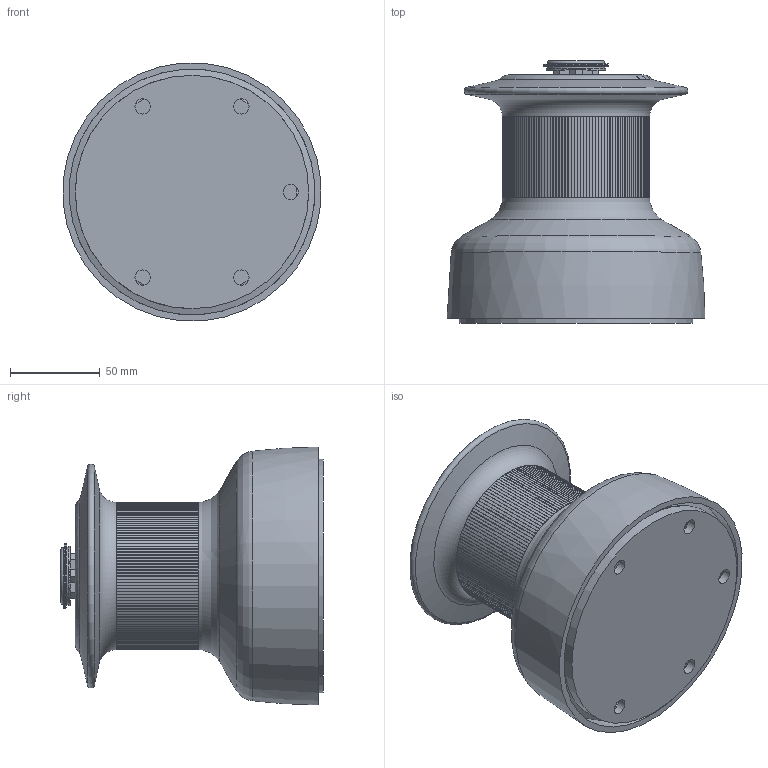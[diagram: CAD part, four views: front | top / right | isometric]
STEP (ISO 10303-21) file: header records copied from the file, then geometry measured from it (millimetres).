
FILE_DESCRIPTION(/* description */ (''),/* implementation_level */ '2;1');
FILE_NAME(/* name */ 'W42.stp',/* time_stamp */ '2021-10-07T16:24:10+02:00',/* author */ ('lucade'),/* organization */ (''),/* preprocessor_version */ 'ST-DEVELOPER v18.1',/* originating_system */ 'Autodesk Inventor 2021',/* authorisation */ '');
FILE_SCHEMA (('AUTOMOTIVE_DESIGN { 1 0 10303 214 3 1 1 }'));
Length unit declared in the file: millimetre
Products named in the file (1): 21100749
Bounding box: 143.55 x 146.3 x 143.55 mm (x, y, z)
Volume: 1308025.5 mm3; surface area: 105941.3 mm2
Topology: 1 solids, 1 shells, 716 faces, 2127 edges, 1112 vertices
Faces by surface type: cylinder 343, sphere 300, plane 49, cone 15, torus 6, bspline 3
Full cylindrical faces by diameter (mm): 8.5 x5, 19.6 x1, 25.5 x1, 29.9 x1, 30 x1, 31.9 x2, 33 x1, 36 x1, 75 x1, 130 x1, 137 x1
Entity records: 26117 total; most frequent: CARTESIAN_POINT 9618, ORIENTED_EDGE 3654, DIRECTION 3320, EDGE_CURVE 1827, AXIS2_PLACEMENT_3D 1453, VERTEX_POINT 1112, CIRCLE 739, EDGE_LOOP 727
